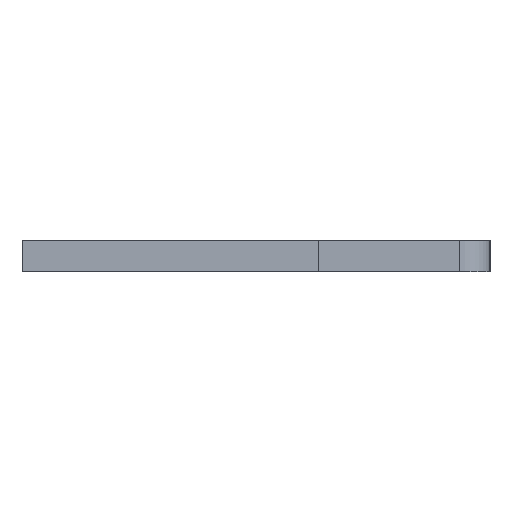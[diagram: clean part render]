
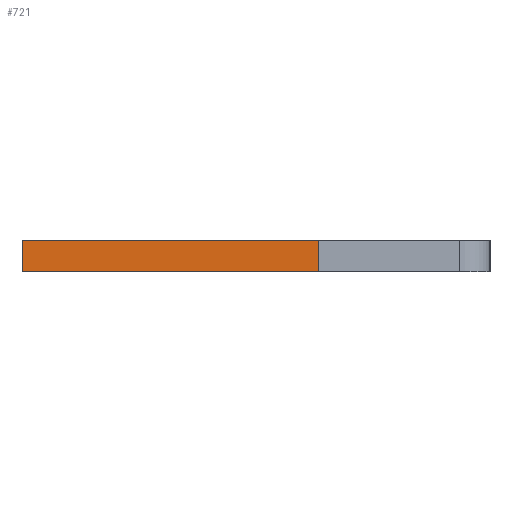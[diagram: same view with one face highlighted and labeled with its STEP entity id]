
A CAD part, left-side view. The second image highlights one B-rep face of the part: STEP entity #721.
In plain terms, the highlighted face is planar.
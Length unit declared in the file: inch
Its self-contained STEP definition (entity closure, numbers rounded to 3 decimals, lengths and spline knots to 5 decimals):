
#116 = LINE ( 'NONE', #955, #2092 ) ;
#147 = VERTEX_POINT ( 'NONE', #754 ) ;
#204 = CARTESIAN_POINT ( 'NONE',  ( -0.01, -0.04, -0.04 ) ) ;
#246 = CARTESIAN_POINT ( 'NONE',  ( 0.01, -0.04, -0.04 ) ) ;
#260 = CARTESIAN_POINT ( 'NONE',  ( 0.01, 0.15, -0.04 ) ) ;
#350 = LINE ( 'NONE', #1384, #2000 ) ;
#386 = ORIENTED_EDGE ( 'NONE', *, *, #1450, .T. ) ;
#463 = EDGE_LOOP ( 'NONE', ( #753, #1744, #1057, #386 ) ) ;
#498 = EDGE_CURVE ( 'NONE', #1180, #2358, #116, .T. ) ;
#554 = VECTOR ( 'NONE', #1527, 39.37008 ) ;
#557 = FACE_OUTER_BOUND ( 'NONE', #463, .T. ) ;
#629 = DIRECTION ( 'NONE',  ( -1., 0., 0. ) ) ;
#721 = ADVANCED_FACE ( 'NONE', ( #557 ), #1422, .F. ) ;
#753 = ORIENTED_EDGE ( 'NONE', *, *, #498, .T. ) ;
#754 = CARTESIAN_POINT ( 'NONE',  ( 0.01, -0.04, -0.04 ) ) ;
#955 = CARTESIAN_POINT ( 'NONE',  ( -0.01, 0.15, -0.04 ) ) ;
#984 = DIRECTION ( 'NONE',  ( 0., 1., 0. ) ) ;
#1008 = DIRECTION ( 'NONE',  ( 1., 0., 0. ) ) ;
#1031 = DIRECTION ( 'NONE',  ( 0., 0., 1. ) ) ;
#1057 = ORIENTED_EDGE ( 'NONE', *, *, #1941, .F. ) ;
#1180 = VERTEX_POINT ( 'NONE', #204 ) ;
#1349 = CARTESIAN_POINT ( 'NONE',  ( 0.01, 0.15, -0.04 ) ) ;
#1382 = LINE ( 'NONE', #260, #1443 ) ;
#1384 = CARTESIAN_POINT ( 'NONE',  ( 0.01, 0.15, -0.04 ) ) ;
#1409 = CARTESIAN_POINT ( 'NONE',  ( 0.01, 0.15, -0.04 ) ) ;
#1422 = PLANE ( 'NONE',  #1738 ) ;
#1443 = VECTOR ( 'NONE', #629, 39.37008 ) ;
#1450 = EDGE_CURVE ( 'NONE', #147, #1180, #1785, .T. ) ;
#1527 = DIRECTION ( 'NONE',  ( -1., 0., 0. ) ) ;
#1566 = VERTEX_POINT ( 'NONE', #1349 ) ;
#1595 = CARTESIAN_POINT ( 'NONE',  ( -0.01, 0.15, -0.04 ) ) ;
#1738 = AXIS2_PLACEMENT_3D ( 'NONE', #1409, #1031, #1008 ) ;
#1744 = ORIENTED_EDGE ( 'NONE', *, *, #1857, .F. ) ;
#1785 = LINE ( 'NONE', #246, #554 ) ;
#1857 = EDGE_CURVE ( 'NONE', #1566, #2358, #1382, .T. ) ;
#1941 = EDGE_CURVE ( 'NONE', #147, #1566, #350, .T. ) ;
#2000 = VECTOR ( 'NONE', #984, 39.37008 ) ;
#2092 = VECTOR ( 'NONE', #2120, 39.37008 ) ;
#2120 = DIRECTION ( 'NONE',  ( 0., 1., 0. ) ) ;
#2358 = VERTEX_POINT ( 'NONE', #1595 ) ;
